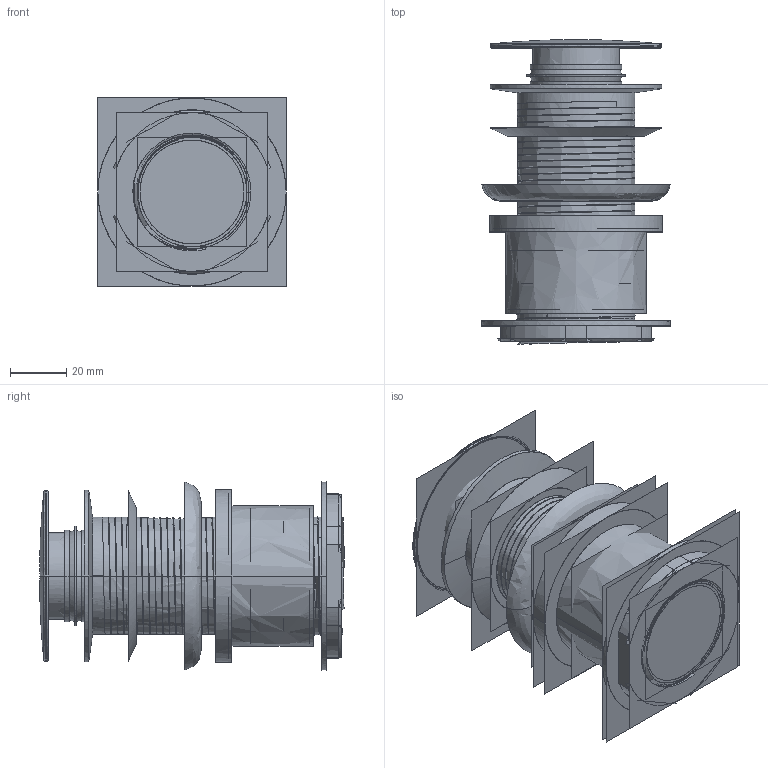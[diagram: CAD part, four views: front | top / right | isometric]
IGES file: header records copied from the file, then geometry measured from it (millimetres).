
Start section:  PTC IGES file: w22-sl6210-08.igs
Global section: file name: w22-sl6210-08.igs; native system: Creo Elements/Pro by Parametric Technology Corporation; preprocessor: 2011080; author: Administrator; organization: Unknown; date: 20140830.170307; units: millimetre
Bounding box: 67 x 108.52 x 67 mm (x, y, z)
Surface area: 517002.1 mm2 (no closed solid volume)
Topology: 0 solids, 0 shells, 604 faces, 4256 edges, 4248 vertices
Faces by surface type: bspline 604
